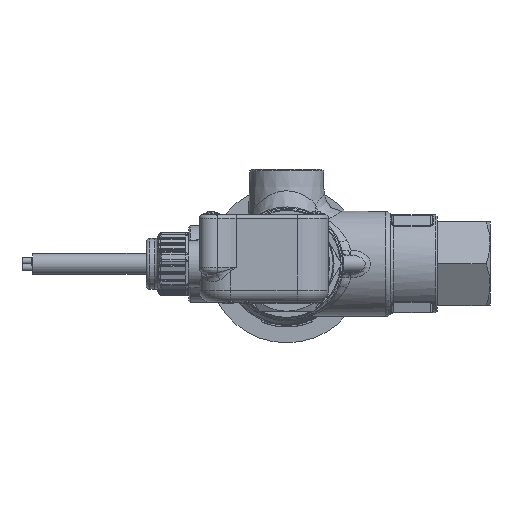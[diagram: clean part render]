
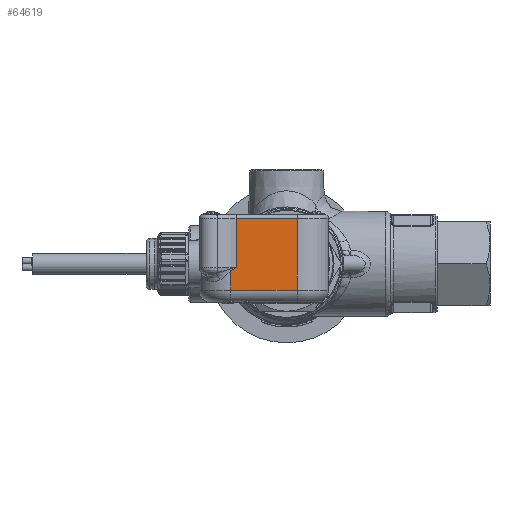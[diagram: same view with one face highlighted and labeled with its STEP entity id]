
A CAD part, front view. The second image highlights one B-rep face of the part: STEP entity #64619.
In plain terms, the highlighted planar face has unit normal (0, -1, 0).
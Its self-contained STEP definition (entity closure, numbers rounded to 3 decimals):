
#849=PLANE('',#68694);
#2767=LINE('',#89633,#6962);
#2768=LINE('',#89639,#6963);
#2769=LINE('',#89654,#6964);
#2770=LINE('',#89655,#6965);
#2771=LINE('',#89656,#6966);
#6962=VECTOR('',#74016,20.5);
#6963=VECTOR('',#74023,14.);
#6964=VECTOR('',#74024,5.405);
#6965=VECTOR('',#74025,19.);
#6966=VECTOR('',#74026,17.429);
#11551=FACE_OUTER_BOUND('',#15464,.T.);
#15464=EDGE_LOOP('',(#41389,#41390,#41391,#41392,#41393,#41394,#41395));
#21957=B_SPLINE_CURVE_WITH_KNOTS('',3,(#89641,#89642,#89643,#89644,#89645,
#89646,#89647),.UNSPECIFIED.,.F.,.F.,(4,3,4),(-0.042,0.,
0.001),.UNSPECIFIED.);
#21958=B_SPLINE_CURVE_WITH_KNOTS('',3,(#89649,#89650,#89651,#89652),
 .UNSPECIFIED.,.F.,.F.,(4,4),(-0.19,-0.042),
 .UNSPECIFIED.);
#25404=VERTEX_POINT('',#89631);
#25405=VERTEX_POINT('',#89632);
#25406=VERTEX_POINT('',#89637);
#25407=VERTEX_POINT('',#89638);
#25408=VERTEX_POINT('',#89640);
#25409=VERTEX_POINT('',#89648);
#25410=VERTEX_POINT('',#89653);
#31567=EDGE_CURVE('',#25404,#25405,#2767,.T.);
#31570=EDGE_CURVE('',#25406,#25407,#2768,.T.);
#31571=EDGE_CURVE('',#25408,#25406,#21957,.T.);
#31572=EDGE_CURVE('',#25409,#25408,#21958,.T.);
#31573=EDGE_CURVE('',#25410,#25409,#2769,.T.);
#31574=EDGE_CURVE('',#25405,#25410,#2770,.T.);
#31575=EDGE_CURVE('',#25407,#25404,#2771,.T.);
#41389=ORIENTED_EDGE('',*,*,#31570,.F.);
#41390=ORIENTED_EDGE('',*,*,#31571,.F.);
#41391=ORIENTED_EDGE('',*,*,#31572,.F.);
#41392=ORIENTED_EDGE('',*,*,#31573,.F.);
#41393=ORIENTED_EDGE('',*,*,#31574,.F.);
#41394=ORIENTED_EDGE('',*,*,#31567,.F.);
#41395=ORIENTED_EDGE('',*,*,#31575,.F.);
#64619=ADVANCED_FACE('',(#11551),#849,.T.);
#68694=AXIS2_PLACEMENT_3D('',#89636,#74021,#74022);
#74016=DIRECTION('',(0.,0.,-1.));
#74021=DIRECTION('center_axis',(0.,-1.,0.));
#74022=DIRECTION('ref_axis',(0.,0.,1.));
#74023=DIRECTION('',(0.,0.,1.));
#74024=DIRECTION('',(0.,0.,1.));
#74025=DIRECTION('',(-1.,0.,0.));
#74026=DIRECTION('',(1.,0.,0.));
#89631=CARTESIAN_POINT('',(3.,-128.3,13.));
#89632=CARTESIAN_POINT('',(3.,-128.3,-7.5));
#89633=CARTESIAN_POINT('',(3.,-128.3,0.));
#89636=CARTESIAN_POINT('Origin',(3.,-128.3,0.));
#89637=CARTESIAN_POINT('',(-14.429,-128.3,-1.));
#89638=CARTESIAN_POINT('',(-14.429,-128.3,13.));
#89639=CARTESIAN_POINT('',(-14.429,-128.3,11.));
#89640=CARTESIAN_POINT('',(-14.783,-128.3,-1.25));
#89641=CARTESIAN_POINT('Ctrl Pts',(-14.783,-128.3,
-1.25));
#89642=CARTESIAN_POINT('Ctrl Pts',(-14.669,-128.3,
-1.169));
#89643=CARTESIAN_POINT('Ctrl Pts',(-14.554,-128.3,
-1.089));
#89644=CARTESIAN_POINT('Ctrl Pts',(-14.44,-128.3,
-1.008));
#89645=CARTESIAN_POINT('Ctrl Pts',(-14.437,-128.3,
-1.005));
#89646=CARTESIAN_POINT('Ctrl Pts',(-14.433,-128.3,
-1.003));
#89647=CARTESIAN_POINT('Ctrl Pts',(-14.429,-128.3,
-1.));
#89648=CARTESIAN_POINT('',(-16.,-128.3,-2.095));
#89649=CARTESIAN_POINT('Ctrl Pts',(-16.,-128.3,-2.095));
#89650=CARTESIAN_POINT('Ctrl Pts',(-15.591,-128.3,
-1.818));
#89651=CARTESIAN_POINT('Ctrl Pts',(-15.186,-128.3,
-1.535));
#89652=CARTESIAN_POINT('Ctrl Pts',(-14.783,-128.3,
-1.25));
#89653=CARTESIAN_POINT('',(-16.,-128.3,-7.5));
#89654=CARTESIAN_POINT('',(-16.,-128.3,0.));
#89655=CARTESIAN_POINT('',(-1.75,-128.3,-7.5));
#89656=CARTESIAN_POINT('',(-12.419,-128.3,13.));
